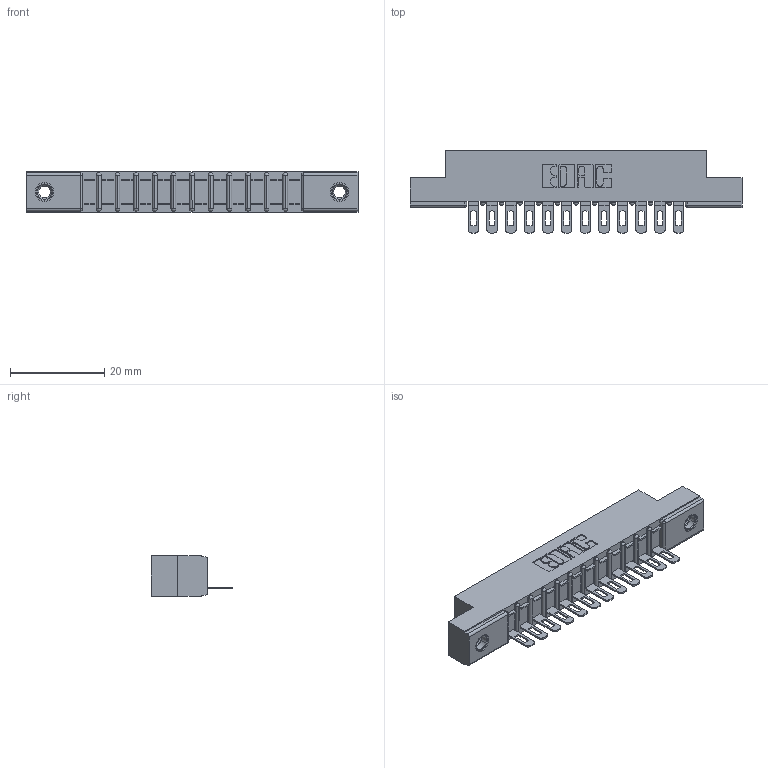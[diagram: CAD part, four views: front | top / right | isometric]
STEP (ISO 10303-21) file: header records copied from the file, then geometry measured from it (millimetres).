
FILE_DESCRIPTION (( 'STEP AP203' ), '1' );
FILE_NAME ('357-012-501-107.STEP', '2019-09-16T19:05:34', ( '' ), ( '' ), 'SwSTEP 2.0', 'SolidWorks 2016', '' );
FILE_SCHEMA (( 'CONFIG_CONTROL_DESIGN' ));
Length unit declared in the file: inch
Products named in the file (4): 307 Part_.156 Dia Mounting Holes; 307-290-002_501; 357-012-501-107; 345-250-001_345-250-005-103
Assembly tree (15 placements, depth 2):
  357-012-501-107
    307 Part_.156 Dia Mounting Holes
    307-290-002_501  x12
    345-250-001_345-250-005-103  x2
Bounding box: 70.56 x 17.42 x 8.71 mm (x, y, z)
Volume: 4650 mm3; surface area: 8017.9 mm2
Topology: 15 solids, 15 shells, 1103 faces, 3315 edges, 2166 vertices
Faces by surface type: plane 630, cylinder 431, sphere 26, cone 12, torus 4
Entity records: 15965 total; most frequent: CARTESIAN_POINT 2667, ORIENTED_EDGE 2650, DIRECTION 2619, EDGE_CURVE 1325, VECTOR 995, LINE 995, VERTEX_POINT 860, AXIS2_PLACEMENT_3D 812
